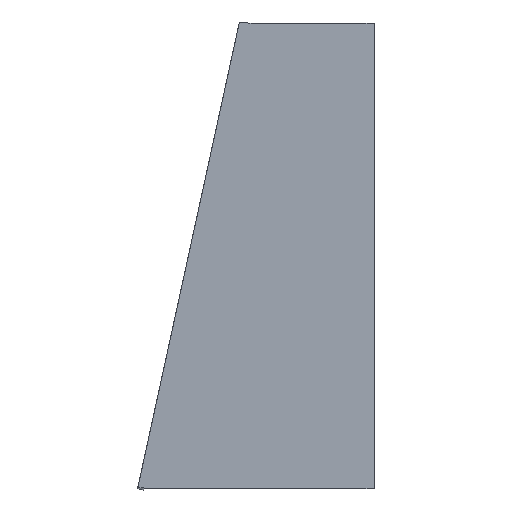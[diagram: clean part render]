
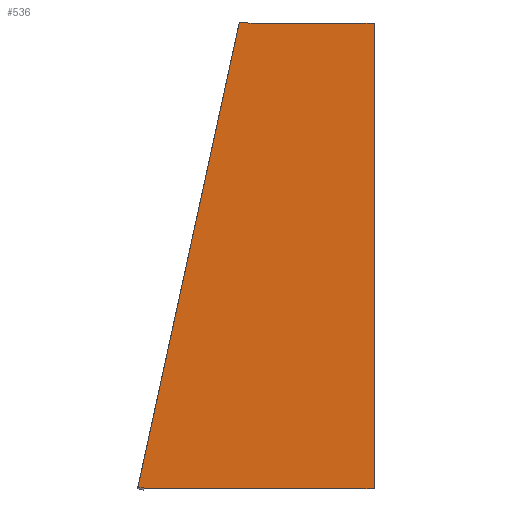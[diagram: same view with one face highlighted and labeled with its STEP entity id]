
A CAD part, front view. The second image highlights one B-rep face of the part: STEP entity #536.
In plain terms, the highlighted planar face has unit normal (0, -1, 0).
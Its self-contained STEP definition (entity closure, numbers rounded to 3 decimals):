
#34=PLANE('',#588);
#55=FACE_OUTER_BOUND('',#83,.T.);
#83=EDGE_LOOP('',(#395,#396,#397,#398,#399,#400,#401,#402));
#116=LINE('',#829,#174);
#131=LINE('',#886,#189);
#132=LINE('',#888,#190);
#133=LINE('',#890,#191);
#134=LINE('',#891,#192);
#135=LINE('',#892,#193);
#174=VECTOR('',#628,10.);
#189=VECTOR('',#657,10.);
#190=VECTOR('',#658,10.);
#191=VECTOR('',#659,10.);
#192=VECTOR('',#660,10.);
#193=VECTOR('',#661,10.);
#225=B_SPLINE_CURVE_WITH_KNOTS('',3,(#790,#791,#792,#793,#794,#795,#796,
#797,#798,#799),.UNSPECIFIED.,.F.,.F.,(4,2,2,2,4),(-1.066,-1.021,
-0.94,-0.829,-0.816),.UNSPECIFIED.);
#228=B_SPLINE_CURVE_WITH_KNOTS('',3,(#876,#877,#878,#879,#880,#881,#882,
#883,#884,#885),.UNSPECIFIED.,.F.,.F.,(4,2,2,2,4),(1.062,1.092,
1.173,1.276,1.316),.UNSPECIFIED.);
#234=VERTEX_POINT('',#778);
#235=VERTEX_POINT('',#789);
#244=VERTEX_POINT('',#826);
#245=VERTEX_POINT('',#828);
#261=VERTEX_POINT('',#874);
#262=VERTEX_POINT('',#875);
#263=VERTEX_POINT('',#887);
#264=VERTEX_POINT('',#889);
#284=EDGE_CURVE('',#235,#234,#225,.T.);
#295=EDGE_CURVE('',#245,#244,#116,.T.);
#315=EDGE_CURVE('',#261,#262,#228,.T.);
#316=EDGE_CURVE('',#245,#261,#131,.T.);
#317=EDGE_CURVE('',#244,#263,#132,.T.);
#318=EDGE_CURVE('',#263,#264,#133,.T.);
#319=EDGE_CURVE('',#235,#264,#134,.T.);
#320=EDGE_CURVE('',#262,#234,#135,.T.);
#395=ORIENTED_EDGE('',*,*,#315,.F.);
#396=ORIENTED_EDGE('',*,*,#316,.F.);
#397=ORIENTED_EDGE('',*,*,#295,.T.);
#398=ORIENTED_EDGE('',*,*,#317,.T.);
#399=ORIENTED_EDGE('',*,*,#318,.T.);
#400=ORIENTED_EDGE('',*,*,#319,.F.);
#401=ORIENTED_EDGE('',*,*,#284,.T.);
#402=ORIENTED_EDGE('',*,*,#320,.F.);
#536=ADVANCED_FACE('',(#55),#34,.T.);
#588=AXIS2_PLACEMENT_3D('',#873,#655,#656);
#628=DIRECTION('',(1.,0.,0.));
#655=DIRECTION('center_axis',(0.,-1.,0.));
#656=DIRECTION('ref_axis',(0.,0.,-1.));
#657=DIRECTION('',(-1.,0.,0.));
#658=DIRECTION('',(0.,0.,1.));
#659=DIRECTION('',(-1.,0.,0.));
#660=DIRECTION('',(1.,0.,0.));
#661=DIRECTION('',(0.213,0.,0.977));
#778=CARTESIAN_POINT('',(-30.43,0.,0.32));
#789=CARTESIAN_POINT('',(-27.429,0.,0.));
#790=CARTESIAN_POINT('Ctrl Pts',(-27.429,0.,
0.));
#791=CARTESIAN_POINT('Ctrl Pts',(-27.613,0.,
0.014));
#792=CARTESIAN_POINT('Ctrl Pts',(-27.797,0.,
0.028));
#793=CARTESIAN_POINT('Ctrl Pts',(-28.318,0.,0.071));
#794=CARTESIAN_POINT('Ctrl Pts',(-28.627,0.,
0.098));
#795=CARTESIAN_POINT('Ctrl Pts',(-29.399,0.,
0.18));
#796=CARTESIAN_POINT('Ctrl Pts',(-29.828,0.,
0.234));
#797=CARTESIAN_POINT('Ctrl Pts',(-30.319,0.,
0.304));
#798=CARTESIAN_POINT('Ctrl Pts',(-30.375,0.,
0.312));
#799=CARTESIAN_POINT('Ctrl Pts',(-30.43,0.,
0.32));
#826=CARTESIAN_POINT('',(1.5,0.,-110.));
#828=CARTESIAN_POINT('',(-1.5,0.,-110.));
#829=CARTESIAN_POINT('',(-13.902,0.,-110.));
#873=CARTESIAN_POINT('Origin',(-26.304,0.,-55.));
#874=CARTESIAN_POINT('',(-51.429,0.,-110.));
#875=CARTESIAN_POINT('',(-54.43,0.,-109.68));
#876=CARTESIAN_POINT('Ctrl Pts',(-51.429,0.,
-110.));
#877=CARTESIAN_POINT('Ctrl Pts',(-51.554,0.,
-109.99));
#878=CARTESIAN_POINT('Ctrl Pts',(-51.678,0.,
-109.981));
#879=CARTESIAN_POINT('Ctrl Pts',(-52.134,0.,
-109.945));
#880=CARTESIAN_POINT('Ctrl Pts',(-52.433,0.,
-109.919));
#881=CARTESIAN_POINT('Ctrl Pts',(-53.161,0.,
-109.847));
#882=CARTESIAN_POINT('Ctrl Pts',(-53.55,0.,
-109.801));
#883=CARTESIAN_POINT('Ctrl Pts',(-54.108,0.,
-109.726));
#884=CARTESIAN_POINT('Ctrl Pts',(-54.269,0.,
-109.704));
#885=CARTESIAN_POINT('Ctrl Pts',(-54.43,0.,
-109.68));
#886=CARTESIAN_POINT('',(-1.5,0.,-110.));
#887=CARTESIAN_POINT('',(1.5,0.,0.));
#888=CARTESIAN_POINT('',(1.5,0.,-55.));
#889=CARTESIAN_POINT('',(-1.5,0.,0.));
#890=CARTESIAN_POINT('',(-13.902,0.,0.));
#891=CARTESIAN_POINT('',(1.893,0.,0.));
#892=CARTESIAN_POINT('',(-42.101,0.,-53.17));
